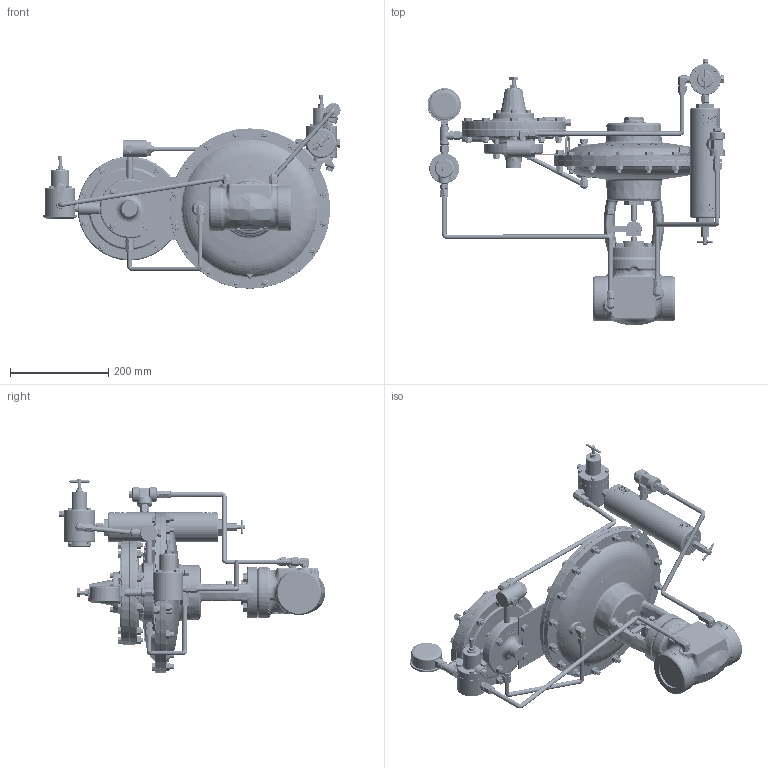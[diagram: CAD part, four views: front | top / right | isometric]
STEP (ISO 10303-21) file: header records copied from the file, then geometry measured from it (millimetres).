
FILE_DESCRIPTION (( 'STEP AP214' ), '1' );
FILE_NAME ('0000000033.STEP', '2024-01-10T19:17:17', ( '' ), ( '' ), 'SwSTEP 2.0', 'SolidWorks 2019', '' );
FILE_SCHEMA (( 'AUTOMOTIVE_DESIGN' ));
Length unit declared in the file: inch
Products named in the file (1): 0000000033
Bounding box: 605.72 x 543.7 x 395.04 mm (x, y, z)
Volume: 10153610.1 mm3; surface area: 872312.3 mm2
Topology: 2 solids, 3 shells, 8567 faces, 21918 edges, 13702 vertices
Faces by surface type: plane 3424, bspline 2410, cone 1174, cylinder 1059, torus 345, sphere 155
Entity records: 440920 total; most frequent: CARTESIAN_POINT 184065, ORIENTED_EDGE 43518, DIRECTION 31013, EDGE_CURVE 21759, VERTEX_POINT 13702, AXIS2_PLACEMENT_3D 10805, VECTOR 9403, LINE 9403
